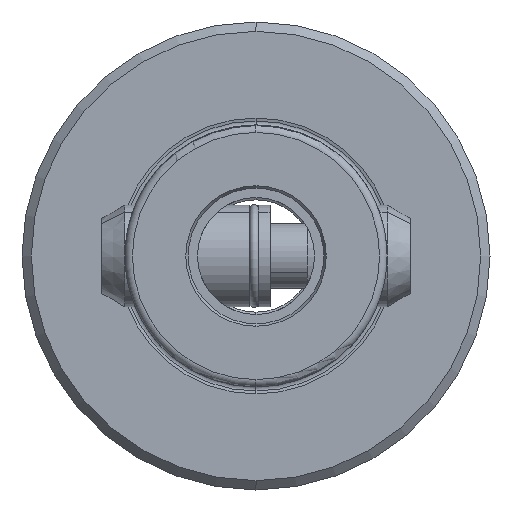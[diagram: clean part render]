
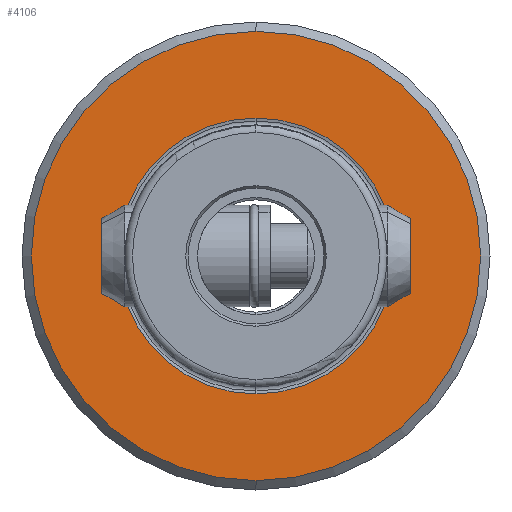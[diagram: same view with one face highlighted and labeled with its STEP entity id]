
A CAD part, left-side view. The second image highlights one B-rep face of the part: STEP entity #4106.
In plain terms, the highlighted planar face has unit normal (-1, 0, 0).
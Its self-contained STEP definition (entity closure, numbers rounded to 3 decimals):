
#311 = CARTESIAN_POINT ( 'NONE',  ( 30., 0., -24. ) ) ;
#326 = DIRECTION ( 'NONE',  ( 0., 0., 1. ) ) ;
#365 = DIRECTION ( 'NONE',  ( -1., 0., 0. ) ) ;
#645 = ORIENTED_EDGE ( 'NONE', *, *, #5296, .F. ) ;
#1065 = ORIENTED_EDGE ( 'NONE', *, *, #2229, .T. ) ;
#1401 = EDGE_LOOP ( 'NONE', ( #4088, #1065 ) ) ;
#1408 = DIRECTION ( 'NONE',  ( -1., 0., 0. ) ) ;
#1422 = CIRCLE ( 'NONE', #4618, 24. ) ;
#1449 = VERTEX_POINT ( 'NONE', #3924 ) ;
#1579 = CARTESIAN_POINT ( 'NONE',  ( 30., 0., 0. ) ) ;
#1595 = EDGE_CURVE ( 'NONE', #3651, #5283, #1422, .T. ) ;
#1640 = CARTESIAN_POINT ( 'NONE',  ( 30., 14.739, 0. ) ) ;
#1876 = CIRCLE ( 'NONE', #5255, 24. ) ;
#1983 = DIRECTION ( 'NONE',  ( 0., 0., 1. ) ) ;
#2015 = EDGE_LOOP ( 'NONE', ( #645, #2806 ) ) ;
#2088 = DIRECTION ( 'NONE',  ( 1., 0., 0. ) ) ;
#2229 = EDGE_CURVE ( 'NONE', #5283, #3651, #1876, .T. ) ;
#2446 = DIRECTION ( 'NONE',  ( -1., 0., 0. ) ) ;
#2466 = CIRCLE ( 'NONE', #5115, 14.739 ) ;
#2513 = AXIS2_PLACEMENT_3D ( 'NONE', #4927, #2446, #326 ) ;
#2806 = ORIENTED_EDGE ( 'NONE', *, *, #5234, .F. ) ;
#2823 = CARTESIAN_POINT ( 'NONE',  ( 30., 0., 0. ) ) ;
#3172 = CARTESIAN_POINT ( 'NONE',  ( 30., 0., -14.739 ) ) ;
#3237 = DIRECTION ( 'NONE',  ( 0., 0., 1. ) ) ;
#3319 = CIRCLE ( 'NONE', #2513, 14.739 ) ;
#3638 = VERTEX_POINT ( 'NONE', #3172 ) ;
#3651 = VERTEX_POINT ( 'NONE', #311 ) ;
#3666 = CARTESIAN_POINT ( 'NONE',  ( 30., 0., 24. ) ) ;
#3882 = CARTESIAN_POINT ( 'NONE',  ( 30., 0., 0. ) ) ;
#3924 = CARTESIAN_POINT ( 'NONE',  ( 30., 0., 14.739 ) ) ;
#4088 = ORIENTED_EDGE ( 'NONE', *, *, #1595, .T. ) ;
#4106 = ADVANCED_FACE ( 'NONE', ( #4348, #5326 ), #4562, .F. ) ;
#4290 = DIRECTION ( 'NONE',  ( 0., 0., 1. ) ) ;
#4348 = FACE_BOUND ( 'NONE', #2015, .T. ) ;
#4459 = DIRECTION ( 'NONE',  ( -1., 0., 0. ) ) ;
#4562 = PLANE ( 'NONE',  #4812 ) ;
#4618 = AXIS2_PLACEMENT_3D ( 'NONE', #1579, #4459, #1983 ) ;
#4812 = AXIS2_PLACEMENT_3D ( 'NONE', #1640, #2088, #4987 ) ;
#4927 = CARTESIAN_POINT ( 'NONE',  ( 30., 0., 0. ) ) ;
#4987 = DIRECTION ( 'NONE',  ( 0., 0., -1. ) ) ;
#5115 = AXIS2_PLACEMENT_3D ( 'NONE', #2823, #365, #3237 ) ;
#5234 = EDGE_CURVE ( 'NONE', #3638, #1449, #2466, .T. ) ;
#5255 = AXIS2_PLACEMENT_3D ( 'NONE', #3882, #1408, #4290 ) ;
#5283 = VERTEX_POINT ( 'NONE', #3666 ) ;
#5296 = EDGE_CURVE ( 'NONE', #1449, #3638, #3319, .T. ) ;
#5326 = FACE_OUTER_BOUND ( 'NONE', #1401, .T. ) ;
